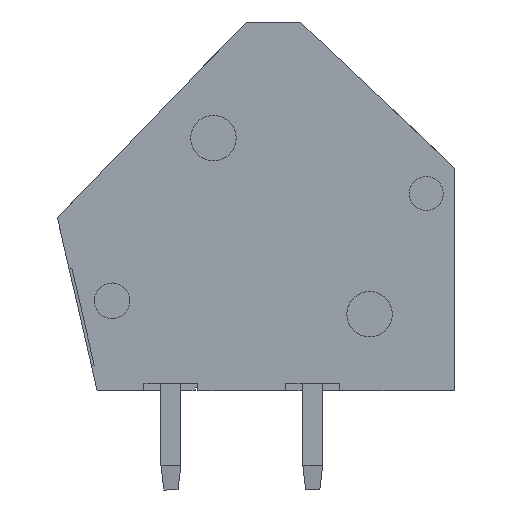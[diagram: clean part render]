
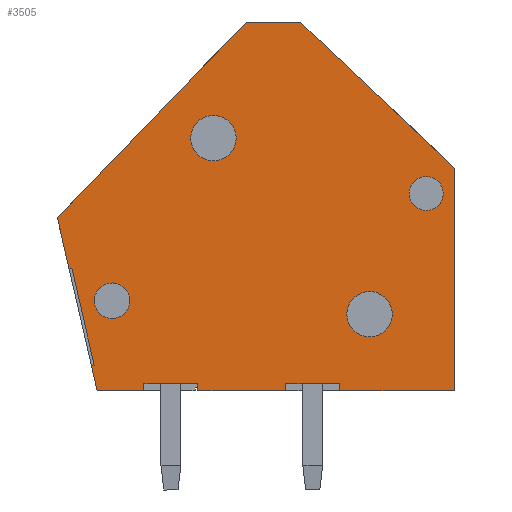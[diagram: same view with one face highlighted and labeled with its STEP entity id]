
A CAD part, left-side view. The second image highlights one B-rep face of the part: STEP entity #3505.
In plain terms, the highlighted planar face has unit normal (-1, 0, 0).
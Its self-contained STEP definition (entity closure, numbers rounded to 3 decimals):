
#133=CIRCLE('',#3752,0.625);
#134=CIRCLE('',#3753,0.8);
#135=CIRCLE('',#3754,0.8);
#136=CIRCLE('',#3755,0.6);
#283=ORIENTED_EDGE('',*,*,#1288,.T.);
#284=ORIENTED_EDGE('',*,*,#1289,.T.);
#285=ORIENTED_EDGE('',*,*,#1290,.T.);
#286=ORIENTED_EDGE('',*,*,#1291,.T.);
#287=ORIENTED_EDGE('',*,*,#1292,.T.);
#288=ORIENTED_EDGE('',*,*,#1293,.T.);
#289=ORIENTED_EDGE('',*,*,#1294,.T.);
#290=ORIENTED_EDGE('',*,*,#1295,.T.);
#291=ORIENTED_EDGE('',*,*,#1296,.T.);
#292=ORIENTED_EDGE('',*,*,#1297,.F.);
#293=ORIENTED_EDGE('',*,*,#1298,.F.);
#294=ORIENTED_EDGE('',*,*,#1299,.F.);
#295=ORIENTED_EDGE('',*,*,#1300,.T.);
#296=ORIENTED_EDGE('',*,*,#1301,.T.);
#297=ORIENTED_EDGE('',*,*,#1302,.T.);
#298=ORIENTED_EDGE('',*,*,#1303,.T.);
#299=ORIENTED_EDGE('',*,*,#1243,.T.);
#300=ORIENTED_EDGE('',*,*,#1304,.T.);
#301=ORIENTED_EDGE('',*,*,#1305,.T.);
#302=ORIENTED_EDGE('',*,*,#1306,.T.);
#303=ORIENTED_EDGE('',*,*,#1307,.T.);
#304=ORIENTED_EDGE('',*,*,#1308,.T.);
#1243=EDGE_CURVE('',#1749,#1750,#2088,.T.);
#1288=EDGE_CURVE('',#1787,#1787,#133,.T.);
#1289=EDGE_CURVE('',#1788,#1788,#134,.T.);
#1290=EDGE_CURVE('',#1789,#1789,#135,.T.);
#1291=EDGE_CURVE('',#1790,#1790,#136,.T.);
#1292=EDGE_CURVE('',#1791,#1792,#2130,.T.);
#1293=EDGE_CURVE('',#1792,#1793,#2131,.T.);
#1294=EDGE_CURVE('',#1793,#1794,#2132,.T.);
#1295=EDGE_CURVE('',#1794,#1795,#2133,.T.);
#1296=EDGE_CURVE('',#1795,#1796,#2134,.T.);
#1297=EDGE_CURVE('',#1797,#1796,#2135,.T.);
#1298=EDGE_CURVE('',#1798,#1797,#2136,.T.);
#1299=EDGE_CURVE('',#1799,#1798,#2137,.T.);
#1300=EDGE_CURVE('',#1799,#1800,#2138,.T.);
#1301=EDGE_CURVE('',#1800,#1801,#2139,.T.);
#1302=EDGE_CURVE('',#1801,#1802,#2140,.T.);
#1303=EDGE_CURVE('',#1802,#1749,#2141,.T.);
#1304=EDGE_CURVE('',#1750,#1803,#2142,.T.);
#1305=EDGE_CURVE('',#1803,#1804,#2143,.T.);
#1306=EDGE_CURVE('',#1804,#1805,#2144,.T.);
#1307=EDGE_CURVE('',#1805,#1806,#2145,.T.);
#1308=EDGE_CURVE('',#1806,#1791,#2146,.T.);
#1749=VERTEX_POINT('',#5058);
#1750=VERTEX_POINT('',#5059);
#1787=VERTEX_POINT('',#5149);
#1788=VERTEX_POINT('',#5151);
#1789=VERTEX_POINT('',#5153);
#1790=VERTEX_POINT('',#5155);
#1791=VERTEX_POINT('',#5157);
#1792=VERTEX_POINT('',#5158);
#1793=VERTEX_POINT('',#5160);
#1794=VERTEX_POINT('',#5162);
#1795=VERTEX_POINT('',#5164);
#1796=VERTEX_POINT('',#5166);
#1797=VERTEX_POINT('',#5168);
#1798=VERTEX_POINT('',#5170);
#1799=VERTEX_POINT('',#5172);
#1800=VERTEX_POINT('',#5174);
#1801=VERTEX_POINT('',#5176);
#1802=VERTEX_POINT('',#5178);
#1803=VERTEX_POINT('',#5181);
#1804=VERTEX_POINT('',#5183);
#1805=VERTEX_POINT('',#5185);
#1806=VERTEX_POINT('',#5187);
#2088=LINE('',#5057,#2497);
#2130=LINE('',#5156,#2539);
#2131=LINE('',#5159,#2540);
#2132=LINE('',#5161,#2541);
#2133=LINE('',#5163,#2542);
#2134=LINE('',#5165,#2543);
#2135=LINE('',#5167,#2544);
#2136=LINE('',#5169,#2545);
#2137=LINE('',#5171,#2546);
#2138=LINE('',#5173,#2547);
#2139=LINE('',#5175,#2548);
#2140=LINE('',#5177,#2549);
#2141=LINE('',#5179,#2550);
#2142=LINE('',#5180,#2551);
#2143=LINE('',#5182,#2552);
#2144=LINE('',#5184,#2553);
#2145=LINE('',#5186,#2554);
#2146=LINE('',#5188,#2555);
#2497=VECTOR('',#4049,1000.);
#2539=VECTOR('',#4121,1000.);
#2540=VECTOR('',#4122,1000.);
#2541=VECTOR('',#4123,1000.);
#2542=VECTOR('',#4124,1000.);
#2543=VECTOR('',#4125,1000.);
#2544=VECTOR('',#4126,1000.);
#2545=VECTOR('',#4127,1000.);
#2546=VECTOR('',#4128,1000.);
#2547=VECTOR('',#4129,1000.);
#2548=VECTOR('',#4130,1000.);
#2549=VECTOR('',#4131,1000.);
#2550=VECTOR('',#4132,1000.);
#2551=VECTOR('',#4133,1000.);
#2552=VECTOR('',#4134,1000.);
#2553=VECTOR('',#4135,1000.);
#2554=VECTOR('',#4136,1000.);
#2555=VECTOR('',#4137,1000.);
#2910=EDGE_LOOP('',(#283));
#2911=EDGE_LOOP('',(#284));
#2912=EDGE_LOOP('',(#285));
#2913=EDGE_LOOP('',(#286));
#2914=EDGE_LOOP('',(#287,#288,#289,#290,#291,#292,#293,#294,#295,#296,#297,
#298,#299,#300,#301,#302,#303,#304));
#3137=FACE_BOUND('',#2910,.T.);
#3138=FACE_BOUND('',#2911,.T.);
#3139=FACE_BOUND('',#2912,.T.);
#3140=FACE_BOUND('',#2913,.T.);
#3141=FACE_BOUND('',#2914,.T.);
#3360=PLANE('',#3751);
#3505=ADVANCED_FACE('',(#3137,#3138,#3139,#3140,#3141),#3360,.T.);
#3751=AXIS2_PLACEMENT_3D('',#5147,#4111,#4112);
#3752=AXIS2_PLACEMENT_3D('',#5148,#4113,#4114);
#3753=AXIS2_PLACEMENT_3D('',#5150,#4115,#4116);
#3754=AXIS2_PLACEMENT_3D('',#5152,#4117,#4118);
#3755=AXIS2_PLACEMENT_3D('',#5154,#4119,#4120);
#4049=DIRECTION('',(0.,0.693,-0.72));
#4111=DIRECTION('',(-1.,0.,0.));
#4112=DIRECTION('',(0.,0.,1.));
#4113=DIRECTION('',(1.,0.,0.));
#4114=DIRECTION('',(0.,-1.,0.));
#4115=DIRECTION('',(1.,0.,0.));
#4116=DIRECTION('',(0.,-1.,0.));
#4117=DIRECTION('',(1.,0.,0.));
#4118=DIRECTION('',(0.,-1.,0.));
#4119=DIRECTION('',(1.,0.,0.));
#4120=DIRECTION('',(0.,-1.,0.));
#4121=DIRECTION('',(0.,-1.,0.));
#4122=DIRECTION('',(0.,0.,1.));
#4123=DIRECTION('',(0.,-1.,0.));
#4124=DIRECTION('',(0.,0.,-1.));
#4125=DIRECTION('',(0.,-1.,0.));
#4126=DIRECTION('',(0.,0.,-1.));
#4127=DIRECTION('',(0.,1.,0.));
#4128=DIRECTION('',(0.,0.,1.));
#4129=DIRECTION('',(0.,-1.,0.));
#4130=DIRECTION('',(0.,0.,1.));
#4131=DIRECTION('',(0.,0.727,0.687));
#4132=DIRECTION('',(0.,1.,0.));
#4133=DIRECTION('',(0.,-0.224,-0.975));
#4134=DIRECTION('',(0.,-0.975,0.224));
#4135=DIRECTION('',(0.,-0.224,-0.975));
#4136=DIRECTION('',(0.,0.975,-0.224));
#4137=DIRECTION('',(0.,-0.224,-0.975));
#5057=CARTESIAN_POINT('',(-2.5,1.05,9.075));
#5058=CARTESIAN_POINT('',(-2.5,1.05,9.075));
#5059=CARTESIAN_POINT('',(-2.5,7.7,2.166));
#5147=CARTESIAN_POINT('',(-2.5,0.,0.));
#5148=CARTESIAN_POINT('',(-2.5,5.775,-0.75));
#5149=CARTESIAN_POINT('',(-2.5,5.15,-0.75));
#5150=CARTESIAN_POINT('',(-2.5,2.2,4.981));
#5151=CARTESIAN_POINT('',(-2.5,1.4,4.981));
#5152=CARTESIAN_POINT('',(-2.5,-3.304,-1.23));
#5153=CARTESIAN_POINT('',(-2.5,-4.104,-1.23));
#5154=CARTESIAN_POINT('',(-2.5,-5.3,3.025));
#5155=CARTESIAN_POINT('',(-2.5,-5.9,3.025));
#5156=CARTESIAN_POINT('',(-2.5,6.3,-3.925));
#5157=CARTESIAN_POINT('',(-2.5,6.3,-3.925));
#5158=CARTESIAN_POINT('',(-2.5,4.65,-3.925));
#5159=CARTESIAN_POINT('',(-2.5,4.65,0.));
#5160=CARTESIAN_POINT('',(-2.5,4.65,-3.675));
#5161=CARTESIAN_POINT('',(-2.5,0.,-3.675));
#5162=CARTESIAN_POINT('',(-2.5,2.75,-3.675));
#5163=CARTESIAN_POINT('',(-2.5,2.75,0.));
#5164=CARTESIAN_POINT('',(-2.5,2.75,-3.925));
#5165=CARTESIAN_POINT('',(-2.5,6.3,-3.925));
#5166=CARTESIAN_POINT('',(-2.5,-0.35,-3.925));
#5167=CARTESIAN_POINT('',(-2.5,-0.35,0.));
#5168=CARTESIAN_POINT('',(-2.5,-0.35,-3.675));
#5169=CARTESIAN_POINT('',(-2.5,0.,-3.675));
#5170=CARTESIAN_POINT('',(-2.5,-2.25,-3.675));
#5171=CARTESIAN_POINT('',(-2.5,-2.25,0.));
#5172=CARTESIAN_POINT('',(-2.5,-2.25,-3.925));
#5173=CARTESIAN_POINT('',(-2.5,6.3,-3.925));
#5174=CARTESIAN_POINT('',(-2.5,-6.3,-3.925));
#5175=CARTESIAN_POINT('',(-2.5,-6.3,-3.925));
#5176=CARTESIAN_POINT('',(-2.5,-6.3,3.925));
#5177=CARTESIAN_POINT('',(-2.5,-6.3,3.925));
#5178=CARTESIAN_POINT('',(-2.5,-0.85,9.075));
#5179=CARTESIAN_POINT('',(-2.5,-0.85,9.075));
#5180=CARTESIAN_POINT('',(-2.5,7.7,2.166));
#5181=CARTESIAN_POINT('',(-2.5,7.286,0.363));
#5182=CARTESIAN_POINT('',(-2.5,7.286,0.363));
#5183=CARTESIAN_POINT('',(-2.5,7.188,0.386));
#5184=CARTESIAN_POINT('',(-2.5,7.188,0.386));
#5185=CARTESIAN_POINT('',(-2.5,6.404,-3.025));
#5186=CARTESIAN_POINT('',(-2.5,6.404,-3.025));
#5187=CARTESIAN_POINT('',(-2.5,6.502,-3.048));
#5188=CARTESIAN_POINT('',(-2.5,6.502,-3.048));
